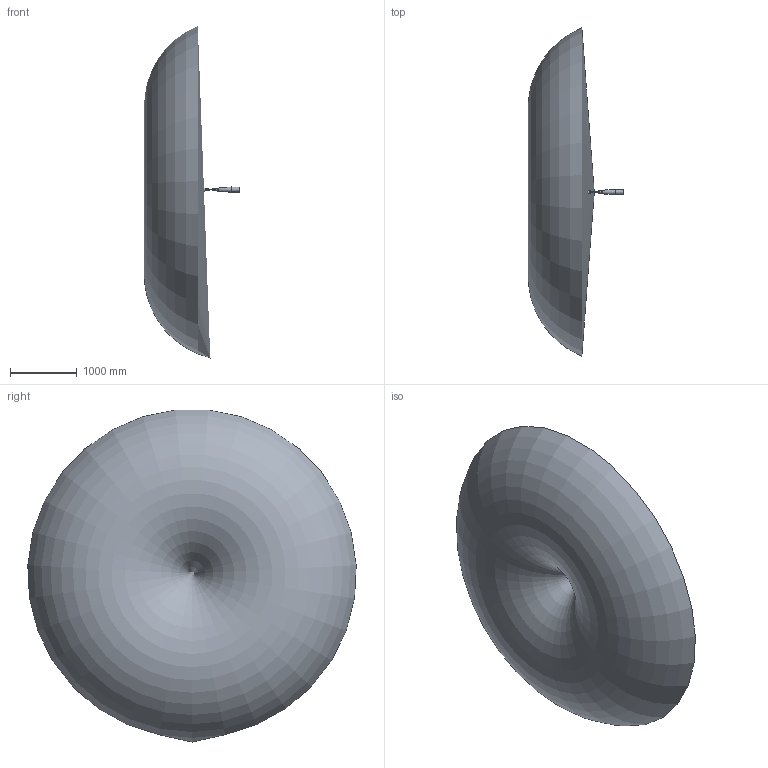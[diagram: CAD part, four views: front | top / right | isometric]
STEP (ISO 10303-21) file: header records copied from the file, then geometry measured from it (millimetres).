
FILE_DESCRIPTION (( 'STEP AP214' ), '1' );
FILE_NAME ('SphericallyBluntedTangentOgive_shoulder_hollow.STEP', '2022-07-27T12:26:25', ( '' ), ( '' ), 'SwSTEP 2.0', 'SolidWorks 2020', '' );
FILE_SCHEMA (( 'AUTOMOTIVE_DESIGN' ));
Length unit declared in the file: inch
Products named in the file (1): SphericallyBluntedTangentOgive_shoulder_hollow
Bounding box: 1431.93 x 4917.55 x 4971.98 mm (x, y, z)
Volume: 16686168588.8 mm3; surface area: 27565973.6 mm2
Topology: 1 solids, 1 shells, 8 faces, 13 edges, 9 vertices
Faces by surface type: torus 2, plane 2, cylinder 2, cone 1, sphere 1
Full cylindrical faces by diameter (mm): 71.437 x1, 76.2 x1
Entity records: 194 total; most frequent: DIRECTION 32, CARTESIAN_POINT 23, AXIS2_PLACEMENT_3D 16, ORIENTED_EDGE 14, EDGE_LOOP 14, FACE_OUTER_BOUND 11, ADVANCED_FACE 8, VERTEX_POINT 7
